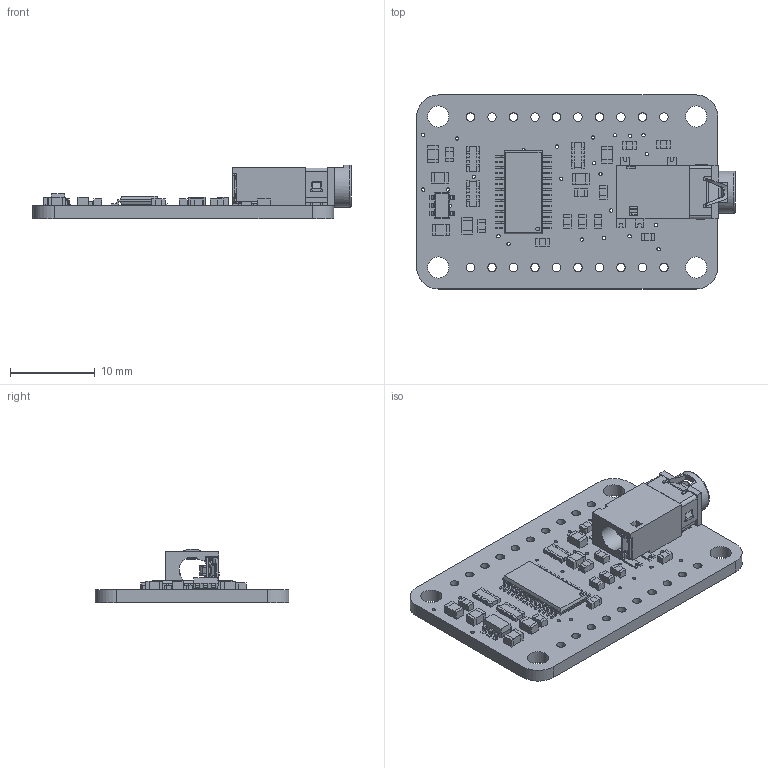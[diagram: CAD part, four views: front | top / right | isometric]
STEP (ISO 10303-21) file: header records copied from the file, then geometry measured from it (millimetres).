
FILE_DESCRIPTION(/* description */ (''),/* implementation_level */ '2;1');
FILE_NAME(/* name */ 'PCB Component.step',/* time_stamp */ '2025-09-17T15:51:28-04:00',/* author */ (''),/* organization */ (''),/* preprocessor_version */ 'ST-DEVELOPER v20.1',/* originating_system */ 'Autodesk Translation Framework v14.17.0.0',/* authorisation */ '');
FILE_SCHEMA (('AUTOMOTIVE_DESIGN { 1 0 10303 214 3 1 1 }'));
Length unit declared in the file: millimetre
Products named in the file (8): PCB Component; Board; 2.2uF; AP2127K-3.3; 10uF; TRRS_2SWITCH_PJ332A; PCM5122; 10K
Assembly tree (24 placements, depth 2):
  PCB Component
    Board
    2.2uF  x11
    AP2127K-3.3
    10uF  x6
    TRRS_2SWITCH_PJ332A
    PCM5122
    10K  x3
Bounding box: 37.63 x 22.92 x 6.37 mm (x, y, z)
Volume: 1495.3 mm3; surface area: 3159.3 mm2
Topology: 58 solids, 58 shells, 1567 faces, 4262 edges, 2813 vertices
Faces by surface type: plane 1181, cylinder 345, bspline 27, cone 8, torus 6
Full cylindrical faces by diameter (mm): 0.394 x34, 0.45 x1, 1 x20, 1.2 x2, 1.4 x2, 2.5 x4, 3.6 x1, 5 x1
Entity records: 41109 total; most frequent: CARTESIAN_POINT 8417, ORIENTED_EDGE 6724, DIRECTION 6534, EDGE_CURVE 3362, LINE 2560, VECTOR 2560, VERTEX_POINT 2213, AXIS2_PLACEMENT_3D 1987
